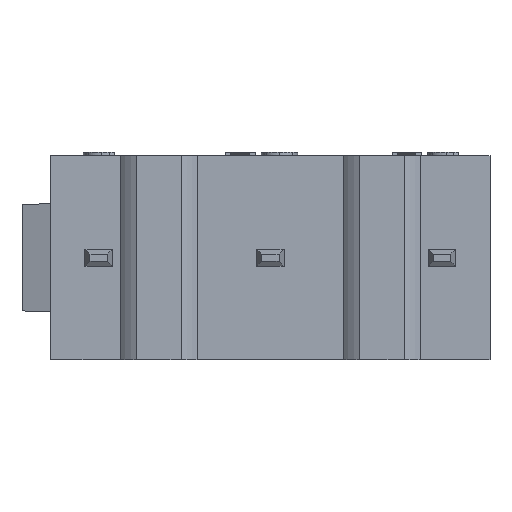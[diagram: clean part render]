
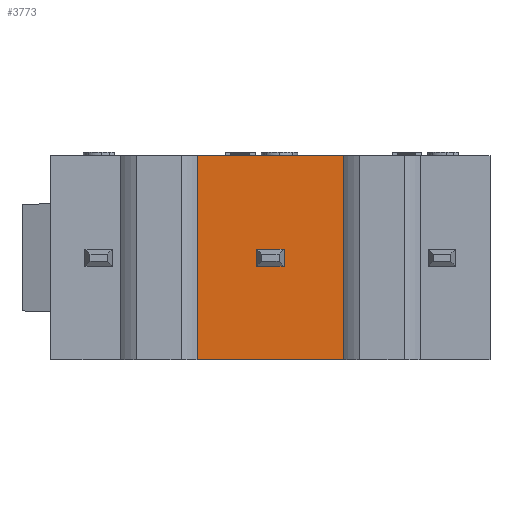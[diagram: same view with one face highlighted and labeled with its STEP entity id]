
A CAD part, front view. The second image highlights one B-rep face of the part: STEP entity #3773.
In plain terms, the highlighted planar face has unit normal (0, -1, 0).
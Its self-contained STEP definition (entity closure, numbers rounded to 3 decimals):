
#89=FACE_BOUND('',#630,.T.);
#421=FACE_OUTER_BOUND('',#629,.T.);
#629=EDGE_LOOP('',(#3323,#3324,#3325,#3326));
#630=EDGE_LOOP('',(#3327,#3328,#3329,#3330));
#667=LINE('',#4810,#1062);
#673=LINE('',#4821,#1068);
#959=LINE('',#6223,#1354);
#1000=LINE('',#6334,#1395);
#1016=LINE('',#6379,#1411);
#1017=LINE('',#6381,#1412);
#1030=LINE('',#6405,#1425);
#1033=LINE('',#6411,#1428);
#1062=VECTOR('',#4023,0.5);
#1068=VECTOR('',#4035,0.8);
#1354=VECTOR('',#4541,4.264);
#1395=VECTOR('',#4646,4.264);
#1411=VECTOR('',#4694,0.5);
#1412=VECTOR('',#4697,0.8);
#1425=VECTOR('',#4726,5.95);
#1428=VECTOR('',#4735,5.95);
#1448=VERTEX_POINT('',#4807);
#1449=VERTEX_POINT('',#4809);
#1451=VERTEX_POINT('',#4819);
#1720=VERTEX_POINT('',#6220);
#1721=VERTEX_POINT('',#6222);
#1758=VERTEX_POINT('',#6331);
#1759=VERTEX_POINT('',#6333);
#1772=VERTEX_POINT('',#6377);
#1803=EDGE_CURVE('',#1449,#1448,#667,.T.);
#1809=EDGE_CURVE('',#1448,#1451,#673,.T.);
#2207=EDGE_CURVE('',#1720,#1721,#959,.T.);
#2263=EDGE_CURVE('',#1758,#1759,#1000,.T.);
#2286=EDGE_CURVE('',#1451,#1772,#1016,.T.);
#2287=EDGE_CURVE('',#1772,#1449,#1017,.T.);
#2300=EDGE_CURVE('',#1758,#1721,#1030,.T.);
#2303=EDGE_CURVE('',#1720,#1759,#1033,.T.);
#3323=ORIENTED_EDGE('',*,*,#2300,.T.);
#3324=ORIENTED_EDGE('',*,*,#2207,.F.);
#3325=ORIENTED_EDGE('',*,*,#2303,.T.);
#3326=ORIENTED_EDGE('',*,*,#2263,.F.);
#3327=ORIENTED_EDGE('',*,*,#1803,.T.);
#3328=ORIENTED_EDGE('',*,*,#1809,.T.);
#3329=ORIENTED_EDGE('',*,*,#2286,.T.);
#3330=ORIENTED_EDGE('',*,*,#2287,.T.);
#3492=PLANE('',#3966);
#3773=ADVANCED_FACE('',(#421,#89),#3492,.T.);
#3966=AXIS2_PLACEMENT_3D('',#6413,#4738,#4739);
#4023=DIRECTION('',(0.,0.,-1.));
#4035=DIRECTION('',(-1.,0.,0.));
#4541=DIRECTION('',(-1.,0.,0.));
#4646=DIRECTION('',(1.,0.,0.));
#4694=DIRECTION('',(0.,0.,1.));
#4697=DIRECTION('',(1.,0.,0.));
#4726=DIRECTION('',(0.,0.,-1.));
#4735=DIRECTION('',(0.,0.,1.));
#4738=DIRECTION('center_axis',(0.,-1.,0.));
#4739=DIRECTION('ref_axis',(1.,0.,0.));
#4807=CARTESIAN_POINT('',(0.4,-3.1,-0.25));
#4809=CARTESIAN_POINT('',(0.4,-3.1,0.25));
#4810=CARTESIAN_POINT('',(0.4,-3.1,-0.125));
#4819=CARTESIAN_POINT('',(-0.4,-3.1,-0.25));
#4821=CARTESIAN_POINT('',(-3.4,-3.1,-0.25));
#6220=CARTESIAN_POINT('',(2.132,-3.1,-2.975));
#6222=CARTESIAN_POINT('',(-2.132,-3.1,-2.975));
#6223=CARTESIAN_POINT('',(6.4,-3.1,-2.975));
#6331=CARTESIAN_POINT('',(-2.132,-3.1,2.975));
#6333=CARTESIAN_POINT('',(2.132,-3.1,2.975));
#6334=CARTESIAN_POINT('',(6.4,-3.1,2.975));
#6377=CARTESIAN_POINT('',(-0.4,-3.1,0.25));
#6379=CARTESIAN_POINT('',(-0.4,-3.1,0.125));
#6381=CARTESIAN_POINT('',(-3.,-3.1,0.25));
#6405=CARTESIAN_POINT('',(-2.132,-3.1,2.975));
#6411=CARTESIAN_POINT('',(2.132,-3.1,2.975));
#6413=CARTESIAN_POINT('Origin',(-6.4,-3.1,0.));
